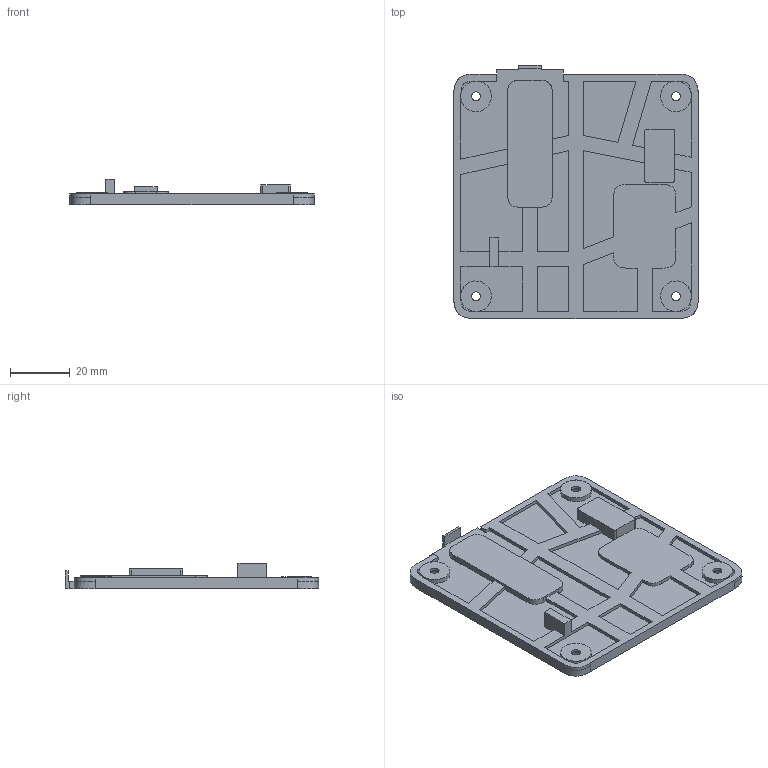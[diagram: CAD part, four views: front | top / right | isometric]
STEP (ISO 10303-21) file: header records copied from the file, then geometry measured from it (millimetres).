
FILE_DESCRIPTION(/* description */ ('STEP AP242 Edition 2','CAx-IF Rec.Pracs.---Representation and Presentation of Product Manufacturing Information (PMI)---4.0---2014-10-13','CAx-IF Rec.Pracs.---3D Tessellated Geometry---0.4---2014-09-14','2;1','CAx-IF Rec.Pracs.---User Defined Attributes---1.5---2016-08-15'),/* implementation_level */ '2;1');
FILE_NAME(/* name */ '69912394c5a3db4bde581eb9',/* time_stamp */ '2026-02-15T01:38:29Z',/* author */ (''),/* organization */ (''),/* preprocessor_version */ 'ST-DEVELOPER v20',/* originating_system */ 'ONSHAPE BY PTC INC, 1.210',/* authorisation */ ' ');
FILE_SCHEMA (('AP242_MANAGED_MODEL_BASED_3D_ENGINEERING_MIM_LF { 1 0 10303 442 3 1 4 }'));
Length unit declared in the file: metre
Products named in the file (1): Bottom
Bounding box: 82.2 x 85.1 x 8.48 mm (x, y, z)
Volume: 21701.8 mm3; surface area: 16534.9 mm2
Topology: 1 solids, 1 shells, 167 faces, 446 edges, 290 vertices
Faces by surface type: plane 115, bspline 24, cylinder 24, cone 4
Full cylindrical faces by diameter (mm): 3 x4, 5.5 x4
Entity records: 5810 total; most frequent: CARTESIAN_POINT 1856, ORIENTED_EDGE 868, DIRECTION 686, EDGE_CURVE 434, LINE 294, VECTOR 294, VERTEX_POINT 290, EDGE_LOOP 196
